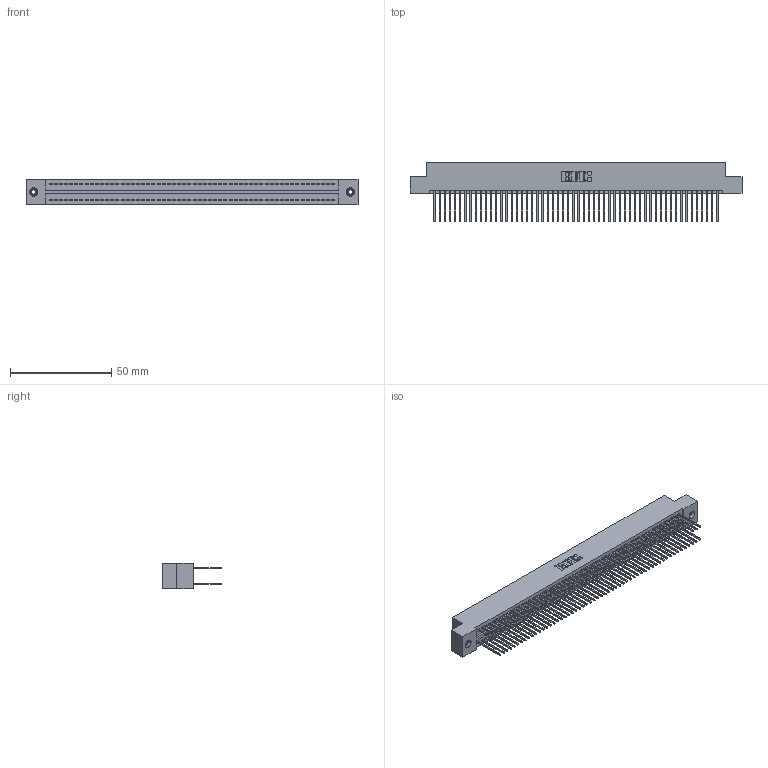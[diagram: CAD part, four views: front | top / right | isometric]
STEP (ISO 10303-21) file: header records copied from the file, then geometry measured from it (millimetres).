
FILE_DESCRIPTION (( 'STEP AP203' ), '1' );
FILE_NAME ('325-112-540-208.STEP', '2020-02-25T07:57:11', ( '' ), ( '' ), 'SwSTEP 2.0', 'SolidWorks 2016', '' );
FILE_SCHEMA (( 'CONFIG_CONTROL_DESIGN' ));
Length unit declared in the file: inch
Products named in the file (4): 325-112-540-208; 345-250-001_345-250-003-102; 325 Part_TI; 325-292-001_325-293-140
Assembly tree (115 placements, depth 2):
  325-112-540-208
    325 Part_TI
    325-292-001_325-293-140  x112
    345-250-001_345-250-003-102  x2
Bounding box: 163.96 x 29.46 x 12.45 mm (x, y, z)
Volume: 21710.1 mm3; surface area: 28643.9 mm2
Topology: 115 solids, 115 shells, 5998 faces, 17807 edges, 11714 vertices
Faces by surface type: plane 4134, cylinder 1848, cone 12, torus 4
Entity records: 35420 total; most frequent: CARTESIAN_POINT 5837, ORIENTED_EDGE 5766, DIRECTION 4993, EDGE_CURVE 2883, LINE 2735, VECTOR 2735, VERTEX_POINT 1916, AXIS2_PLACEMENT_3D 1129
